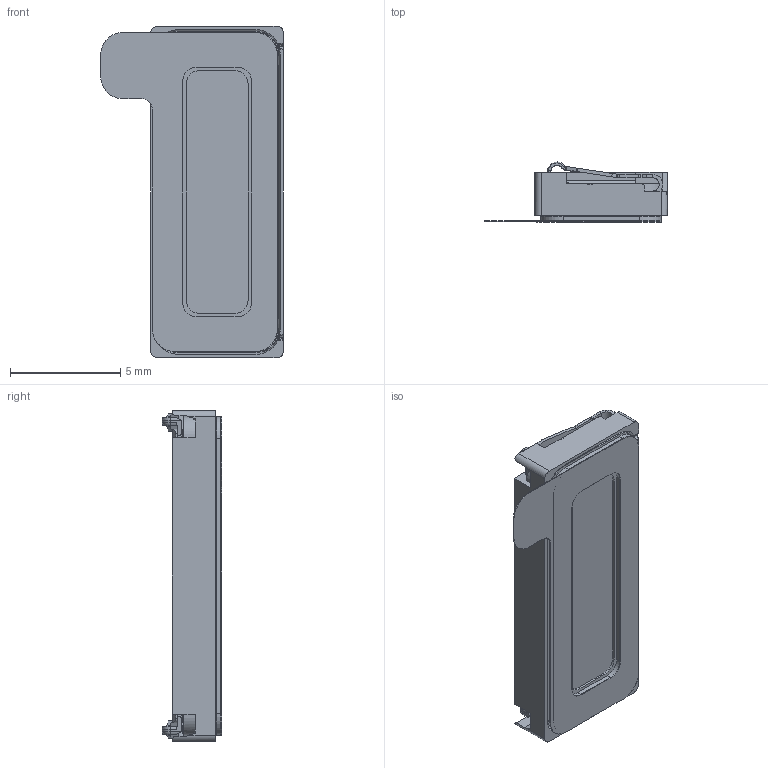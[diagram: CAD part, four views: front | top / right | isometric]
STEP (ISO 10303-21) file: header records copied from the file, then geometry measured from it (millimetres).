
FILE_DESCRIPTION (( 'STEP AP203' ), '1' );
FILE_NAME ('HDR2260-014180_3D_210929.STEP', '2021-09-29T04:28:33', ( '' ), ( '' ), 'SwSTEP 2.0', 'SolidWorks 2020', '' );
FILE_SCHEMA (( 'CONFIG_CONTROL_DESIGN' ));
Length unit declared in the file: millimetre
Products named in the file (1): HDR2260-014180_3D_210929
Bounding box: 8.28 x 2.7 x 15 mm (x, y, z)
Volume: 170.7 mm3; surface area: 599.5 mm2
Topology: 3 solids, 195 shells, 1776 faces, 4084 edges, 2676 vertices
Faces by surface type: plane 1516, cylinder 194, bspline 24, torus 22, cone 20
Entity records: 49869 total; most frequent: CARTESIAN_POINT 9777, ORIENTED_EDGE 8160, DIRECTION 7864, EDGE_CURVE 4080, VECTOR 3494, LINE 3494, VERTEX_POINT 2676, AXIS2_PLACEMENT_3D 2185
